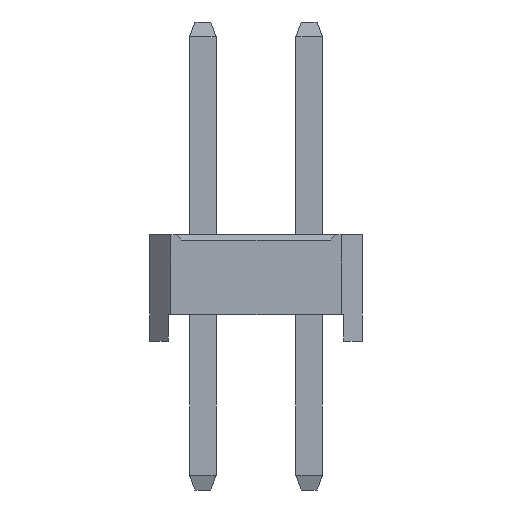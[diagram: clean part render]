
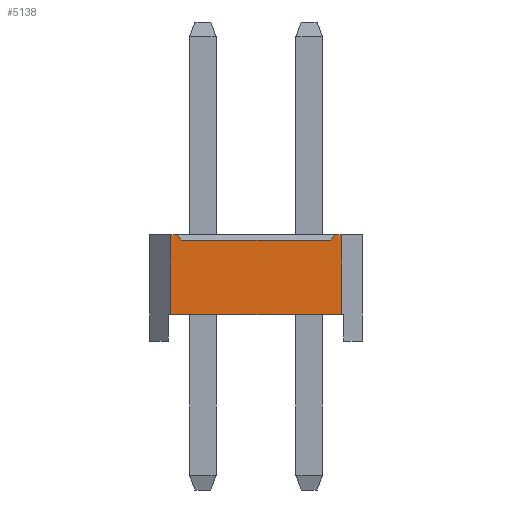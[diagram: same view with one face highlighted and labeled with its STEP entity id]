
A CAD part, left-side view. The second image highlights one B-rep face of the part: STEP entity #5138.
In plain terms, the highlighted planar face has unit normal (-1, 0, 0).
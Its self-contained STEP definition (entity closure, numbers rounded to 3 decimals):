
#5138=ADVANCED_FACE('',(#20620),#20622,.T.);
#20620=FACE_BOUND('',#20621,.T.);
#20621=EDGE_LOOP('',(#32723,#32724,#32725,#32726,#32727,#32728,#32729,#32730));
#20622=PLANE('',#20623);
#20623=AXIS2_PLACEMENT_3D('',#20624,#20625,#20626);
#20624=CARTESIAN_POINT('',(-1.,2.6,0.));
#20625=DIRECTION('',(-1.,0.,0.));
#20626=DIRECTION('',(0.,-1.,0.));
#32723=ORIENTED_EDGE('',*,*,#40194,.F.);
#32724=ORIENTED_EDGE('',*,*,#40195,.T.);
#32725=ORIENTED_EDGE('',*,*,#40196,.F.);
#32726=ORIENTED_EDGE('',*,*,#38521,.F.);
#32727=ORIENTED_EDGE('',*,*,#40197,.F.);
#32728=ORIENTED_EDGE('',*,*,#37908,.T.);
#32729=ORIENTED_EDGE('',*,*,#40193,.T.);
#32730=ORIENTED_EDGE('',*,*,#38525,.F.);
#37908=EDGE_CURVE('',#42211,#42209,#42212,.T.);
#38521=EDGE_CURVE('',#43435,#43437,#43438,.T.);
#38525=EDGE_CURVE('',#43443,#43445,#43446,.T.);
#40193=EDGE_CURVE('',#42209,#43445,#46216,.T.);
#40194=EDGE_CURVE('',#46217,#43443,#46218,.F.);
#40195=EDGE_CURVE('',#46217,#46219,#46220,.T.);
#40196=EDGE_CURVE('',#43437,#46219,#46221,.F.);
#40197=EDGE_CURVE('',#42211,#43435,#46222,.T.);
#42209=VERTEX_POINT('',#49186);
#42211=VERTEX_POINT('',#49190);
#42212=LINE('',#49191,#49192);
#43435=VERTEX_POINT('',#51638);
#43437=VERTEX_POINT('',#51642);
#43438=LINE('',#51643,#51644);
#43443=VERTEX_POINT('',#51654);
#43445=VERTEX_POINT('',#51658);
#43446=LINE('',#51659,#51660);
#46216=LINE('',#57765,#57766);
#46217=VERTEX_POINT('',#57768);
#46218=LINE('',#57769,#57770);
#46219=VERTEX_POINT('',#57772);
#46220=LINE('',#57773,#57774);
#46221=LINE('',#57776,#57777);
#46222=LINE('',#57779,#57780);
#49186=CARTESIAN_POINT('',(-1.,-0.6,0.5));
#49190=CARTESIAN_POINT('',(-1.,2.6,0.5));
#49191=CARTESIAN_POINT('',(-1.,2.6,0.5));
#49192=VECTOR('',#49193,1.);
#49193=DIRECTION('',(0.,-1.,0.));
#51638=CARTESIAN_POINT('',(-1.,2.6,2.));
#51642=CARTESIAN_POINT('',(-1.,2.5,2.));
#51643=CARTESIAN_POINT('',(-1.,2.6,2.));
#51644=VECTOR('',#51645,1.);
#51645=DIRECTION('',(0.,-1.,0.));
#51654=CARTESIAN_POINT('',(-1.,-0.5,2.));
#51658=CARTESIAN_POINT('',(-1.,-0.6,2.));
#51659=CARTESIAN_POINT('',(-1.,-0.5,2.));
#51660=VECTOR('',#51661,1.);
#51661=DIRECTION('',(0.,-1.,0.));
#57765=CARTESIAN_POINT('',(-1.,-0.6,0.5));
#57766=VECTOR('',#57767,1.);
#57767=DIRECTION('',(0.,0.,1.));
#57768=CARTESIAN_POINT('',(-1.,-0.4,1.9));
#57769=CARTESIAN_POINT('',(-1.,-0.5,2.));
#57770=VECTOR('',#57771,1.);
#57771=DIRECTION('',(0.,0.707,-0.707));
#57772=CARTESIAN_POINT('',(-1.,2.4,1.9));
#57773=CARTESIAN_POINT('',(-1.,-0.4,1.9));
#57774=VECTOR('',#57775,1.);
#57775=DIRECTION('',(0.,1.,0.));
#57776=CARTESIAN_POINT('',(-1.,2.4,1.9));
#57777=VECTOR('',#57778,1.);
#57778=DIRECTION('',(0.,0.707,0.707));
#57779=CARTESIAN_POINT('',(-1.,2.6,0.5));
#57780=VECTOR('',#57781,1.);
#57781=DIRECTION('',(0.,0.,1.));
